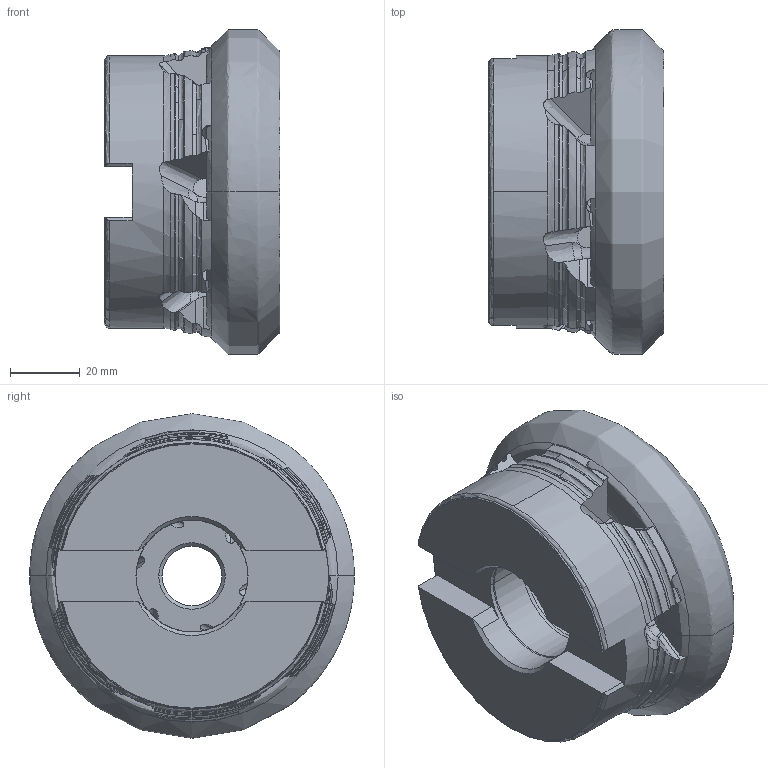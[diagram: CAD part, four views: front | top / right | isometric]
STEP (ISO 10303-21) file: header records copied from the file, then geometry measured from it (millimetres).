
FILE_DESCRIPTION (( 'STEP AP214' ), '1' );
FILE_NAME ('45PP-080-558-6.STEP', '2012-11-16T09:30:53', ( '' ), ( '' ), 'SwSTEP 2.0', 'SolidWorks 2012', '' );
FILE_SCHEMA (( 'AUTOMOTIVE_DESIGN' ));
Length unit declared in the file: millimetre
Products named in the file (1): 45PP-080-558-6
Bounding box: 50.23 x 92.8 x 92.8 mm (x, y, z)
Volume: 217597.3 mm3; surface area: 33234.5 mm2
Topology: 1 solids, 1 shells, 276 faces, 836 edges, 543 vertices
Faces by surface type: plane 79, torus 69, cylinder 48, bspline 40, cone 34, sphere 6
Entity records: 13169 total; most frequent: CARTESIAN_POINT 6460, ORIENTED_EDGE 1648, DIRECTION 1056, EDGE_CURVE 824, VERTEX_POINT 537, AXIS2_PLACEMENT_3D 440, B_SPLINE_CURVE_WITH_KNOTS 399, EDGE_LOOP 289
